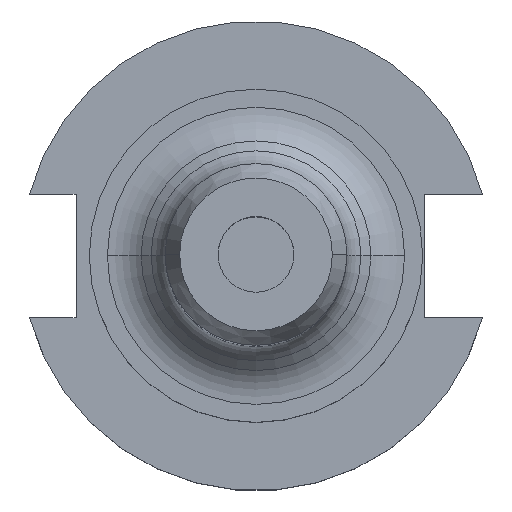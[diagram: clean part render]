
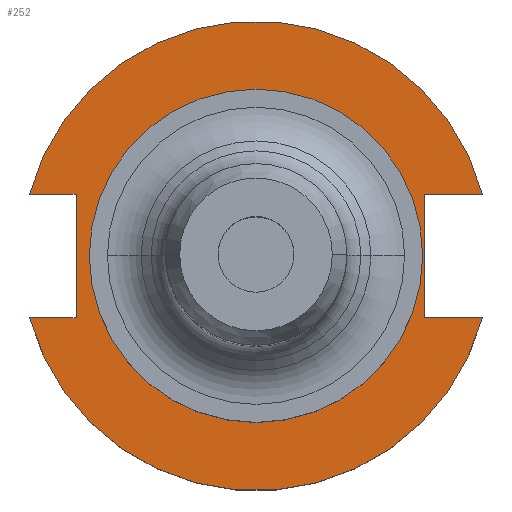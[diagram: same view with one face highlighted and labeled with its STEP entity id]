
A CAD part, top view. The second image highlights one B-rep face of the part: STEP entity #252.
In plain terms, the highlighted planar face has unit normal (0, 0, 1).
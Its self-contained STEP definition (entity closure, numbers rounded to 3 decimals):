
#6 = EDGE_CURVE ( 'NONE', #1615, #1703, #638, .T. ) ;
#34 = DIRECTION ( 'NONE',  ( 1., 0., 0. ) ) ;
#94 = AXIS2_PLACEMENT_3D ( 'NONE', #609, #1549, #1150 ) ;
#96 = VECTOR ( 'NONE', #1406, 1000. ) ;
#120 = CARTESIAN_POINT ( 'NONE',  ( -37.719, 12.954, 19.05 ) ) ;
#127 = LINE ( 'NONE', #1262, #96 ) ;
#182 = CARTESIAN_POINT ( 'NONE',  ( -34.925, 0., 19.05 ) ) ;
#188 = EDGE_CURVE ( 'NONE', #1160, #529, #773, .T. ) ;
#197 = EDGE_CURVE ( 'NONE', #1680, #529, #892, .T. ) ;
#214 = ORIENTED_EDGE ( 'NONE', *, *, #802, .F. ) ;
#252 = ADVANCED_FACE ( 'NONE', ( #1342, #409 ), #1533, .T. ) ;
#280 = VECTOR ( 'NONE', #829, 1000. ) ;
#293 = CARTESIAN_POINT ( 'NONE',  ( 0., 0., 19.05 ) ) ;
#314 = CARTESIAN_POINT ( 'NONE',  ( -37.719, -12.954, 19.05 ) ) ;
#382 = VERTEX_POINT ( 'NONE', #1470 ) ;
#402 = DIRECTION ( 'NONE',  ( 1., 0., 0. ) ) ;
#409 = FACE_OUTER_BOUND ( 'NONE', #1511, .T. ) ;
#413 = ORIENTED_EDGE ( 'NONE', *, *, #6, .F. ) ;
#454 = EDGE_CURVE ( 'NONE', #1703, #1621, #1088, .T. ) ;
#482 = EDGE_CURVE ( 'NONE', #382, #1417, #1268, .T. ) ;
#490 = DIRECTION ( 'NONE',  ( 1., 0., 0. ) ) ;
#512 = AXIS2_PLACEMENT_3D ( 'NONE', #1284, #893, #490 ) ;
#529 = VERTEX_POINT ( 'NONE', #819 ) ;
#537 = AXIS2_PLACEMENT_3D ( 'NONE', #293, #1233, #562 ) ;
#542 = AXIS2_PLACEMENT_3D ( 'NONE', #710, #853, #34 ) ;
#562 = DIRECTION ( 'NONE',  ( 1., 0., 0. ) ) ;
#590 = CIRCLE ( 'NONE', #537, 49.212 ) ;
#609 = CARTESIAN_POINT ( 'NONE',  ( 0., 0., 19.05 ) ) ;
#619 = EDGE_LOOP ( 'NONE', ( #688, #214 ) ) ;
#638 = LINE ( 'NONE', #780, #1756 ) ;
#667 = EDGE_CURVE ( 'NONE', #382, #1621, #590, .T. ) ;
#679 = CARTESIAN_POINT ( 'NONE',  ( 35.306, 12.954, 19.05 ) ) ;
#688 = ORIENTED_EDGE ( 'NONE', *, *, #1741, .F. ) ;
#694 = CARTESIAN_POINT ( 'NONE',  ( 0., 0., 19.05 ) ) ;
#701 = DIRECTION ( 'NONE',  ( 1., 0., 0. ) ) ;
#710 = CARTESIAN_POINT ( 'NONE',  ( 0., 49.212, 19.05 ) ) ;
#768 = ORIENTED_EDGE ( 'NONE', *, *, #188, .F. ) ;
#773 = LINE ( 'NONE', #1693, #1686 ) ;
#780 = CARTESIAN_POINT ( 'NONE',  ( 35.306, 12.954, 19.05 ) ) ;
#785 = EDGE_CURVE ( 'NONE', #1417, #1160, #127, .T. ) ;
#790 = ORIENTED_EDGE ( 'NONE', *, *, #1373, .F. ) ;
#802 = EDGE_CURVE ( 'NONE', #1423, #997, #1308, .T. ) ;
#813 = ORIENTED_EDGE ( 'NONE', *, *, #785, .F. ) ;
#819 = CARTESIAN_POINT ( 'NONE',  ( -47.477, 12.954, 19.05 ) ) ;
#824 = CARTESIAN_POINT ( 'NONE',  ( 35.306, -12.954, 19.05 ) ) ;
#829 = DIRECTION ( 'NONE',  ( -1., 0., 0. ) ) ;
#853 = DIRECTION ( 'NONE',  ( 0., 0., 1. ) ) ;
#876 = DIRECTION ( 'NONE',  ( -1., 0., 0. ) ) ;
#892 = CIRCLE ( 'NONE', #94, 49.212 ) ;
#893 = DIRECTION ( 'NONE',  ( 0., 0., 1. ) ) ;
#972 = VECTOR ( 'NONE', #1079, 1000. ) ;
#997 = VERTEX_POINT ( 'NONE', #1193 ) ;
#1008 = ORIENTED_EDGE ( 'NONE', *, *, #482, .F. ) ;
#1064 = CARTESIAN_POINT ( 'NONE',  ( 35.306, -12.954, 19.05 ) ) ;
#1073 = AXIS2_PLACEMENT_3D ( 'NONE', #694, #1517, #701 ) ;
#1079 = DIRECTION ( 'NONE',  ( 1., 0., 0. ) ) ;
#1088 = LINE ( 'NONE', #824, #972 ) ;
#1124 = LINE ( 'NONE', #679, #280 ) ;
#1150 = DIRECTION ( 'NONE',  ( 1., 0., 0. ) ) ;
#1160 = VERTEX_POINT ( 'NONE', #120 ) ;
#1186 = ORIENTED_EDGE ( 'NONE', *, *, #667, .T. ) ;
#1190 = VECTOR ( 'NONE', #402, 1000. ) ;
#1193 = CARTESIAN_POINT ( 'NONE',  ( 34.925, 0., 19.05 ) ) ;
#1233 = DIRECTION ( 'NONE',  ( 0., 0., 1. ) ) ;
#1262 = CARTESIAN_POINT ( 'NONE',  ( -37.719, 12.954, 19.05 ) ) ;
#1268 = LINE ( 'NONE', #1628, #1190 ) ;
#1284 = CARTESIAN_POINT ( 'NONE',  ( 0., 0., 19.05 ) ) ;
#1303 = DIRECTION ( 'NONE',  ( 0., -1., 0. ) ) ;
#1306 = CARTESIAN_POINT ( 'NONE',  ( 35.306, 12.954, 19.05 ) ) ;
#1308 = CIRCLE ( 'NONE', #512, 34.925 ) ;
#1342 = FACE_BOUND ( 'NONE', #619, .T. ) ;
#1355 = CIRCLE ( 'NONE', #1073, 34.925 ) ;
#1373 = EDGE_CURVE ( 'NONE', #1680, #1615, #1124, .T. ) ;
#1406 = DIRECTION ( 'NONE',  ( 0., 1., 0. ) ) ;
#1417 = VERTEX_POINT ( 'NONE', #314 ) ;
#1423 = VERTEX_POINT ( 'NONE', #182 ) ;
#1470 = CARTESIAN_POINT ( 'NONE',  ( -47.477, -12.954, 19.05 ) ) ;
#1511 = EDGE_LOOP ( 'NONE', ( #1186, #1569, #413, #790, #1573, #768, #813, #1008 ) ) ;
#1517 = DIRECTION ( 'NONE',  ( 0., 0., 1. ) ) ;
#1533 = PLANE ( 'NONE',  #542 ) ;
#1549 = DIRECTION ( 'NONE',  ( 0., 0., 1. ) ) ;
#1569 = ORIENTED_EDGE ( 'NONE', *, *, #454, .F. ) ;
#1573 = ORIENTED_EDGE ( 'NONE', *, *, #197, .T. ) ;
#1615 = VERTEX_POINT ( 'NONE', #1306 ) ;
#1621 = VERTEX_POINT ( 'NONE', #1713 ) ;
#1625 = CARTESIAN_POINT ( 'NONE',  ( 47.477, 12.954, 19.05 ) ) ;
#1628 = CARTESIAN_POINT ( 'NONE',  ( -63.719, -12.954, 19.05 ) ) ;
#1680 = VERTEX_POINT ( 'NONE', #1625 ) ;
#1686 = VECTOR ( 'NONE', #876, 1000. ) ;
#1693 = CARTESIAN_POINT ( 'NONE',  ( -63.719, 12.954, 19.05 ) ) ;
#1703 = VERTEX_POINT ( 'NONE', #1064 ) ;
#1713 = CARTESIAN_POINT ( 'NONE',  ( 47.477, -12.954, 19.05 ) ) ;
#1741 = EDGE_CURVE ( 'NONE', #997, #1423, #1355, .T. ) ;
#1756 = VECTOR ( 'NONE', #1303, 1000. ) ;
